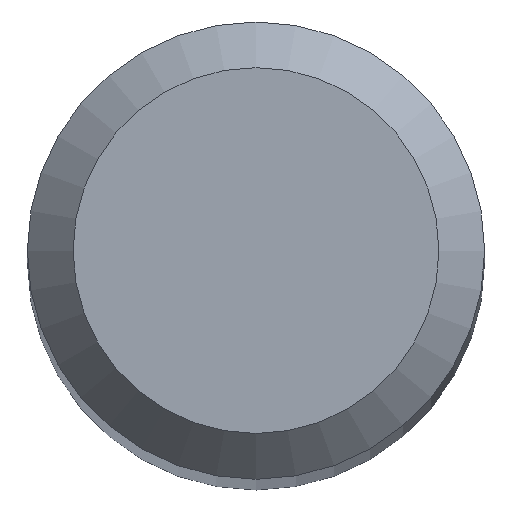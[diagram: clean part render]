
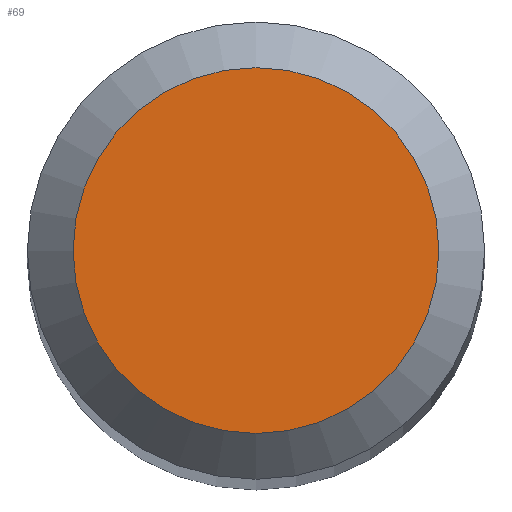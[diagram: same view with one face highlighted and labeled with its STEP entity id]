
A CAD part, top view. The second image highlights one B-rep face of the part: STEP entity #69.
In plain terms, the highlighted planar face has unit normal (0, 0, 1).
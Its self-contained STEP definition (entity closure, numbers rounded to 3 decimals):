
#52=PLANE('',#214);
#55=FACE_OUTER_BOUND('',#101,.T.);
#69=ADVANCED_FACE('',(#55),#52,.T.);
#101=EDGE_LOOP('',(#119));
#119=ORIENTED_EDGE('',*,*,#141,.F.);
#132=VERTEX_POINT('',#309);
#141=EDGE_CURVE('',#132,#132,#150,.T.);
#150=CIRCLE('',#213,1.2);
#213=AXIS2_PLACEMENT_3D('',#308,#253,#254);
#214=AXIS2_PLACEMENT_3D('',#310,#255,#256);
#253=DIRECTION('',(0.,0.,-1.));
#254=DIRECTION('',(-1.,0.,0.));
#255=DIRECTION('',(0.,0.,1.));
#256=DIRECTION('',(-1.,0.,0.));
#308=CARTESIAN_POINT('',(0.,0.,28.));
#309=CARTESIAN_POINT('',(-1.2,0.,28.));
#310=CARTESIAN_POINT('',(1.2,0.,28.));
